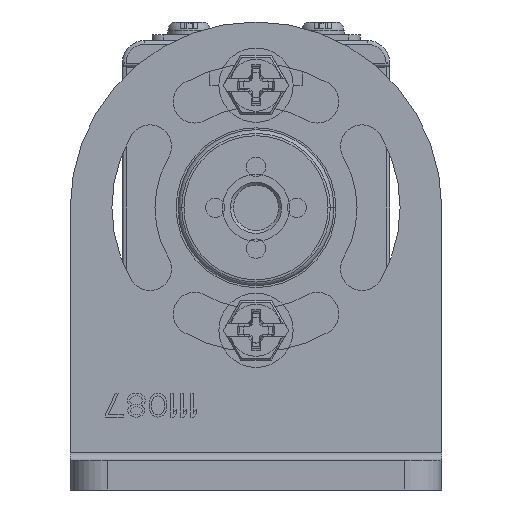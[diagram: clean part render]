
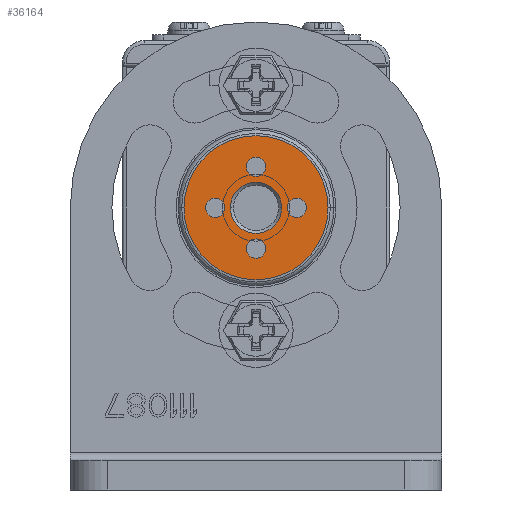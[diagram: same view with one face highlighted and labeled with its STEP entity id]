
A CAD part, front view. The second image highlights one B-rep face of the part: STEP entity #36164.
In plain terms, the highlighted planar face has unit normal (0, -1, 0).
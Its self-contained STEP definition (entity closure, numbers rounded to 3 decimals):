
#3014=CARTESIAN_POINT('',(0.,-664.,22.5));
#3015=DIRECTION('',(0.,-1.,0.));
#3016=DIRECTION('',(-1.,0.,0.));
#3017=AXIS2_PLACEMENT_3D('',#3014,#3015,#3016);
#3019=CARTESIAN_POINT('',(0.,-664.,22.5));
#3020=DIRECTION('',(0.,-1.,0.));
#3021=DIRECTION('',(1.,0.,0.));
#3022=AXIS2_PLACEMENT_3D('',#3019,#3020,#3021);
#3024=CARTESIAN_POINT('',(0.,-664.,22.5));
#3025=DIRECTION('',(0.,1.,0.));
#3026=DIRECTION('',(-1.,0.,0.));
#3027=AXIS2_PLACEMENT_3D('',#3024,#3025,#3026);
#3029=CARTESIAN_POINT('',(0.,-664.,22.5));
#3030=DIRECTION('',(0.,1.,0.));
#3031=DIRECTION('',(1.,0.,0.));
#3032=AXIS2_PLACEMENT_3D('',#3029,#3030,#3031);
#3034=CARTESIAN_POINT('',(0.,-664.,17.));
#3035=DIRECTION('',(0.,-1.,0.));
#3036=DIRECTION('',(-1.,0.,0.));
#3037=AXIS2_PLACEMENT_3D('',#3034,#3035,#3036);
#3039=CARTESIAN_POINT('',(0.,-664.,17.));
#3040=DIRECTION('',(0.,-1.,0.));
#3041=DIRECTION('',(1.,0.,0.));
#3042=AXIS2_PLACEMENT_3D('',#3039,#3040,#3041);
#3044=CARTESIAN_POINT('',(-5.5,-664.,22.5));
#3045=DIRECTION('',(0.,-1.,0.));
#3046=DIRECTION('',(-1.,0.,0.));
#3047=AXIS2_PLACEMENT_3D('',#3044,#3045,#3046);
#3049=CARTESIAN_POINT('',(-5.5,-664.,22.5));
#3050=DIRECTION('',(0.,-1.,0.));
#3051=DIRECTION('',(1.,0.,0.));
#3052=AXIS2_PLACEMENT_3D('',#3049,#3050,#3051);
#3054=CARTESIAN_POINT('',(0.,-664.,28.));
#3055=DIRECTION('',(0.,-1.,0.));
#3056=DIRECTION('',(-1.,0.,0.));
#3057=AXIS2_PLACEMENT_3D('',#3054,#3055,#3056);
#3059=CARTESIAN_POINT('',(0.,-664.,28.));
#3060=DIRECTION('',(0.,-1.,0.));
#3061=DIRECTION('',(1.,0.,0.));
#3062=AXIS2_PLACEMENT_3D('',#3059,#3060,#3061);
#3064=CARTESIAN_POINT('',(5.5,-664.,22.5));
#3065=DIRECTION('',(0.,-1.,0.));
#3066=DIRECTION('',(-1.,0.,0.));
#3067=AXIS2_PLACEMENT_3D('',#3064,#3065,#3066);
#3069=CARTESIAN_POINT('',(5.5,-664.,22.5));
#3070=DIRECTION('',(0.,-1.,0.));
#3071=DIRECTION('',(1.,0.,0.));
#3072=AXIS2_PLACEMENT_3D('',#3069,#3070,#3071);
#29590=CARTESIAN_POINT('',(-9.7,-664.,22.5));
#29591=CARTESIAN_POINT('',(9.7,-664.,22.5));
#29592=VERTEX_POINT('',#29590);
#29593=VERTEX_POINT('',#29591);
#29606=CARTESIAN_POINT('',(-3.45,-664.,22.5));
#29607=CARTESIAN_POINT('',(3.45,-664.,22.5));
#29608=VERTEX_POINT('',#29606);
#29609=VERTEX_POINT('',#29607);
#29630=CARTESIAN_POINT('',(-1.3,-664.,17.));
#29631=CARTESIAN_POINT('',(1.3,-664.,17.));
#29632=VERTEX_POINT('',#29630);
#29633=VERTEX_POINT('',#29631);
#29634=CARTESIAN_POINT('',(-6.8,-664.,22.5));
#29635=CARTESIAN_POINT('',(-4.2,-664.,22.5));
#29636=VERTEX_POINT('',#29634);
#29637=VERTEX_POINT('',#29635);
#29638=CARTESIAN_POINT('',(-1.3,-664.,28.));
#29639=CARTESIAN_POINT('',(1.3,-664.,28.));
#29640=VERTEX_POINT('',#29638);
#29641=VERTEX_POINT('',#29639);
#29642=CARTESIAN_POINT('',(4.2,-664.,22.5));
#29643=CARTESIAN_POINT('',(6.8,-664.,22.5));
#29644=VERTEX_POINT('',#29642);
#29645=VERTEX_POINT('',#29643);
#36124=CARTESIAN_POINT('',(0.,-664.,22.5));
#36125=DIRECTION('',(0.,-1.,0.));
#36126=DIRECTION('',(-1.,0.,0.));
#36127=AXIS2_PLACEMENT_3D('',#36124,#36125,#36126);
#36128=PLANE('',#36127);
#36129=ORIENTED_EDGE('',*,*,#36114,.F.);
#36131=ORIENTED_EDGE('',*,*,#36130,.F.);
#36132=EDGE_LOOP('',(#36129,#36131));
#36133=FACE_OUTER_BOUND('',#36132,.F.);
#36135=ORIENTED_EDGE('',*,*,#36134,.F.);
#36137=ORIENTED_EDGE('',*,*,#36136,.F.);
#36138=EDGE_LOOP('',(#36135,#36137));
#36139=FACE_BOUND('',#36138,.F.);
#36141=ORIENTED_EDGE('',*,*,#36140,.T.);
#36143=ORIENTED_EDGE('',*,*,#36142,.T.);
#36144=EDGE_LOOP('',(#36141,#36143));
#36145=FACE_BOUND('',#36144,.F.);
#36147=ORIENTED_EDGE('',*,*,#36146,.T.);
#36149=ORIENTED_EDGE('',*,*,#36148,.T.);
#36150=EDGE_LOOP('',(#36147,#36149));
#36151=FACE_BOUND('',#36150,.F.);
#36153=ORIENTED_EDGE('',*,*,#36152,.T.);
#36155=ORIENTED_EDGE('',*,*,#36154,.T.);
#36156=EDGE_LOOP('',(#36153,#36155));
#36157=FACE_BOUND('',#36156,.F.);
#36159=ORIENTED_EDGE('',*,*,#36158,.T.);
#36161=ORIENTED_EDGE('',*,*,#36160,.T.);
#36162=EDGE_LOOP('',(#36159,#36161));
#36163=FACE_BOUND('',#36162,.F.);
#36164=ADVANCED_FACE('',(#36133,#36139,#36145,#36151,#36157,#36163),#36128,.T.);
#3018=CIRCLE('',#3017,9.7);
#3023=CIRCLE('',#3022,9.7);
#3028=CIRCLE('',#3027,3.45);
#3033=CIRCLE('',#3032,3.45);
#3038=CIRCLE('',#3037,1.3);
#3043=CIRCLE('',#3042,1.3);
#3048=CIRCLE('',#3047,1.3);
#3053=CIRCLE('',#3052,1.3);
#3058=CIRCLE('',#3057,1.3);
#3063=CIRCLE('',#3062,1.3);
#3068=CIRCLE('',#3067,1.3);
#3073=CIRCLE('',#3072,1.3);
#36114=EDGE_CURVE('',#29592,#29593,#3018,.T.);
#36130=EDGE_CURVE('',#29593,#29592,#3023,.T.);
#36134=EDGE_CURVE('',#29608,#29609,#3028,.T.);
#36136=EDGE_CURVE('',#29609,#29608,#3033,.T.);
#36140=EDGE_CURVE('',#29632,#29633,#3038,.T.);
#36142=EDGE_CURVE('',#29633,#29632,#3043,.T.);
#36146=EDGE_CURVE('',#29636,#29637,#3048,.T.);
#36148=EDGE_CURVE('',#29637,#29636,#3053,.T.);
#36152=EDGE_CURVE('',#29640,#29641,#3058,.T.);
#36154=EDGE_CURVE('',#29641,#29640,#3063,.T.);
#36158=EDGE_CURVE('',#29644,#29645,#3068,.T.);
#36160=EDGE_CURVE('',#29645,#29644,#3073,.T.);
